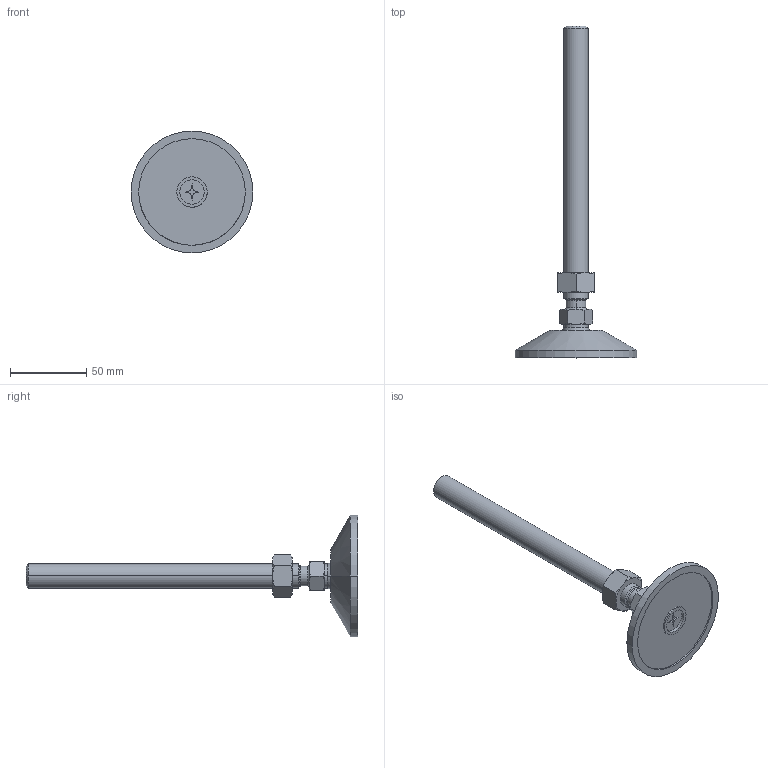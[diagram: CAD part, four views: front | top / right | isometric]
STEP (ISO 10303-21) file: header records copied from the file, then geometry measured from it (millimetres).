
FILE_DESCRIPTION(('Creo Elements/Direct Modeling STEP Export'),'2;1');
FILE_NAME('44.0245.18.oF_Gelenkfuss-MMS-44_.stp','2022-03-21T 8:59:18',(''),(''),'PTC Creo Elements/Direct Modeling STEP processor for AP214 (Solid Model)','PTC Creo Elements/Direct Modeling 19.0C 15-Aug-2015 (C) Parametric Technology GmbH','');
FILE_SCHEMA(('AUTOMOTIVE_DESIGN { 1 0 10303 214 1 1 1 1 }'));
Length unit declared in the file: millimetre
Products named in the file (5): Fußspindel_M16x210_96.7011_PX173642; Sechskantmutter-DIN934_M16-8.8-verz_11506_PX171652.02; Senkschraube-DIN965_M8x16-8.8-verz_11047_PX173565; Fussteller-MMS-4455_D80x18-KS-ESD_96.7004_PX173571; Gelenkfuss-MMS-44_44.0245.18.oF_PX173690
Assembly tree (4 placements, depth 2):
  Gelenkfuss-MMS-44_44.0245.18.oF_PX173690
    Fussteller-MMS-4455_D80x18-KS-ESD_96.7004_PX173571
    Senkschraube-DIN965_M8x16-8.8-verz_11047_PX173565
    Sechskantmutter-DIN934_M16-8.8-verz_11506_PX171652.02
    Fußspindel_M16x210_96.7011_PX173642
Bounding box: 80 x 218 x 80 mm (x, y, z)
Volume: 100981.6 mm3; surface area: 27468.5 mm2
Topology: 4 solids, 4 shells, 114 faces, 246 edges, 145 vertices
Faces by surface type: cone 44, plane 34, cylinder 28, sphere 4, torus 4
Entity records: 4566 total; most frequent: CARTESIAN_POINT 2175, ORIENTED_EDGE 488, DIRECTION 388, EDGE_CURVE 244, AXIS2_PLACEMENT_3D 152, VERTEX_POINT 145, EDGE_LOOP 125, FACE_OUTER_BOUND 114
